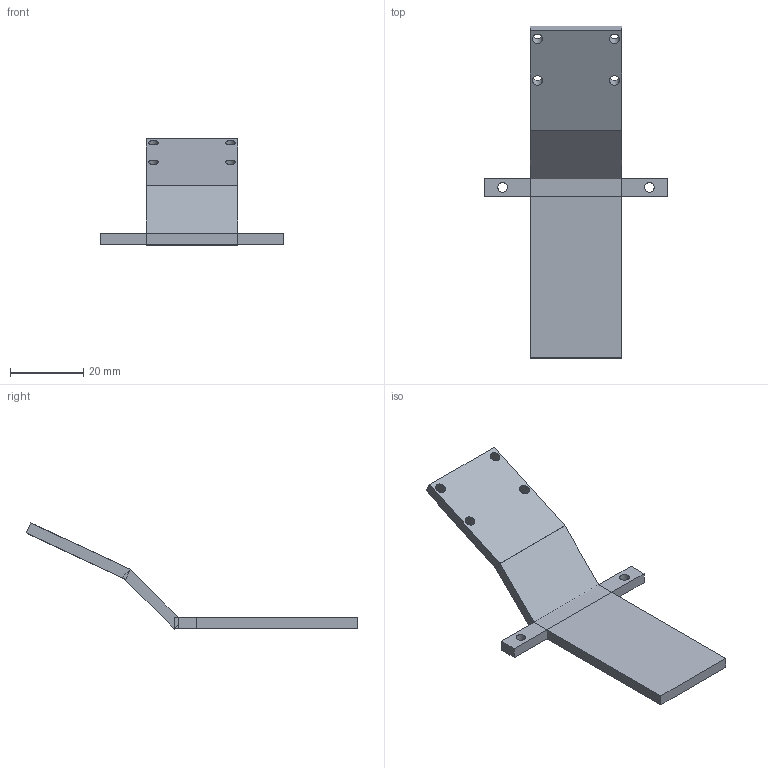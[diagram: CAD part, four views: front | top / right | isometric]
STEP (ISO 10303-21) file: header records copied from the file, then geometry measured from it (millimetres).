
FILE_DESCRIPTION(/* description */ (''),/* implementation_level */ '2;1');
FILE_NAME(/* name */ 'b1031b34-8455-4717-a39f-c686b3c0ccb6.zip.stp',/* time_stamp */ '2024-02-04T16:48:21Z',/* author */ (''),/* organization */ (''),/* preprocessor_version */ 'ST-DEVELOPER v20',/* originating_system */ 'Autodesk Translation Framework v12.20.1.177',/* authorisation */ '');
FILE_SCHEMA (('AUTOMOTIVE_DESIGN { 1 0 10303 214 3 1 1 }'));
Length unit declared in the file: millimetre
Products named in the file (5): suporte_camara; difference001; cube; cube001; difference
Assembly tree (4 placements, depth 2):
  suporte_camara
    difference001
    cube
    cube001
    difference
Bounding box: 50 x 90.43 x 28.93 mm (x, y, z)
Volume: 8144.3 mm3; surface area: 6964.1 mm2
Topology: 4 solids, 4 shells, 30 faces, 66 edges, 44 vertices
Faces by surface type: plane 24, cylinder 6
Full cylindrical faces by diameter (mm): 2.6 x2, 2.8 x4
Entity records: 1002 total; most frequent: DIRECTION 156, CARTESIAN_POINT 149, ORIENTED_EDGE 132, EDGE_CURVE 66, LINE 54, VECTOR 54, AXIS2_PLACEMENT_3D 51, VERTEX_POINT 44
